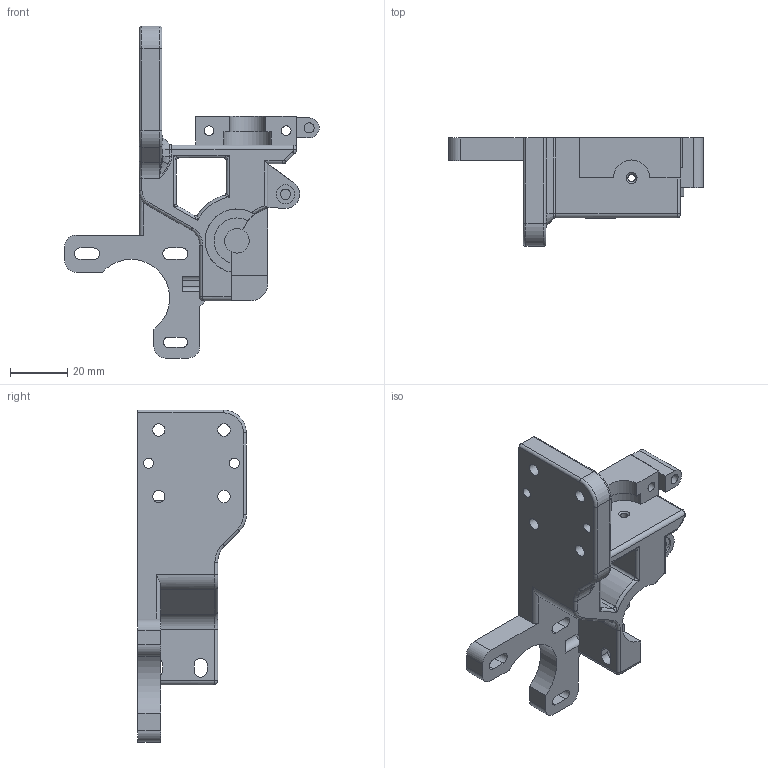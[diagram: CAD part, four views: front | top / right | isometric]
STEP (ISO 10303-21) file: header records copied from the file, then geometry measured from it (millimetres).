
FILE_DESCRIPTION(/* description */ (''),/* implementation_level */ '2;1');
FILE_NAME(/* name */ 'Charlstruder_E3D_1.75mm_v1.stp',/* time_stamp */ '2015-12-21T14:44:49+02:00',/* author */ ('User'),/* organization */ (''),/* preprocessor_version */ 'ST-DEVELOPER v16.1',/* originating_system */ 'Autodesk Inventor 2016',/* authorisation */ '');
FILE_SCHEMA (('AUTOMOTIVE_DESIGN { 1 0 10303 214 3 1 1 }'));
Length unit declared in the file: millimetre
Products named in the file (1): Charlstruder_E3D_1.75mm_v1
Bounding box: 89 x 38 x 116.16 mm (x, y, z)
Volume: 56527 mm3; surface area: 22915.2 mm2
Topology: 1 solids, 1 shells, 232 faces, 618 edges, 386 vertices
Faces by surface type: plane 115, cylinder 79, bspline 28, torus 9, cone 1
Full cylindrical faces by diameter (mm): 2.6 x1, 3.4 x2, 3.5 x3, 3.6 x1, 4.3 x4, 6.6 x1, 8.6 x1
Entity records: 7723 total; most frequent: CARTESIAN_POINT 2040, ORIENTED_EDGE 1180, DIRECTION 1129, EDGE_CURVE 590, VERTEX_POINT 381, AXIS2_PLACEMENT_3D 379, LINE 371, VECTOR 371
